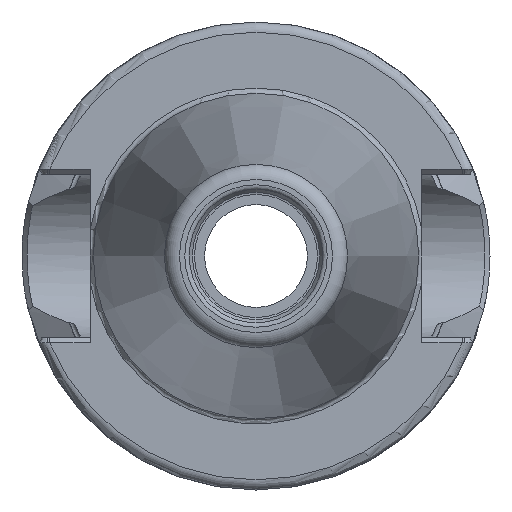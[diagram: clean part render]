
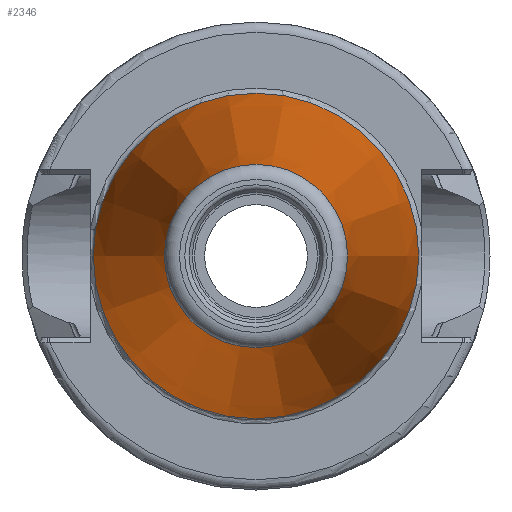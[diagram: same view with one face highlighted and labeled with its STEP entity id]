
A CAD part, left-side view. The second image highlights one B-rep face of the part: STEP entity #2346.
In plain terms, the highlighted conical face has half-angle 8.297 degrees and reference radius 12.502 mm.
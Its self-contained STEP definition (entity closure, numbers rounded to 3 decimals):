
#288=FACE_OUTER_BOUND('',#420,.T.);
#420=EDGE_LOOP('',(#1924,#1925,#1926,#1927,#1928,#1929,#1930));
#553=LINE('',#4511,#681);
#681=VECTOR('',#3072,12.502);
#835=CIRCLE('',#2572,9.004);
#836=CIRCLE('',#2573,9.004);
#837=CIRCLE('',#2574,9.004);
#839=CIRCLE('',#2577,15.999);
#840=CIRCLE('',#2578,15.999);
#1053=VERTEX_POINT('',#4499);
#1054=VERTEX_POINT('',#4500);
#1055=VERTEX_POINT('',#4502);
#1056=VERTEX_POINT('',#4507);
#1057=VERTEX_POINT('',#4508);
#1370=EDGE_CURVE('',#1053,#1054,#835,.T.);
#1371=EDGE_CURVE('',#1055,#1053,#836,.T.);
#1372=EDGE_CURVE('',#1054,#1055,#837,.T.);
#1374=EDGE_CURVE('',#1056,#1057,#839,.T.);
#1375=EDGE_CURVE('',#1057,#1056,#840,.T.);
#1376=EDGE_CURVE('',#1057,#1055,#553,.T.);
#1924=ORIENTED_EDGE('',*,*,#1374,.F.);
#1925=ORIENTED_EDGE('',*,*,#1375,.F.);
#1926=ORIENTED_EDGE('',*,*,#1376,.T.);
#1927=ORIENTED_EDGE('',*,*,#1371,.T.);
#1928=ORIENTED_EDGE('',*,*,#1370,.T.);
#1929=ORIENTED_EDGE('',*,*,#1372,.T.);
#1930=ORIENTED_EDGE('',*,*,#1376,.F.);
#2271=CONICAL_SURFACE('',#2576,12.502,0.145);
#2346=ADVANCED_FACE('',(#288),#2271,.T.);
#2572=AXIS2_PLACEMENT_3D('',#4501,#3058,#3059);
#2573=AXIS2_PLACEMENT_3D('',#4503,#3060,#3061);
#2574=AXIS2_PLACEMENT_3D('',#4504,#3062,#3063);
#2576=AXIS2_PLACEMENT_3D('',#4506,#3066,#3067);
#2577=AXIS2_PLACEMENT_3D('',#4509,#3068,#3069);
#2578=AXIS2_PLACEMENT_3D('',#4510,#3070,#3071);
#3058=DIRECTION('center_axis',(1.,0.,0.));
#3059=DIRECTION('ref_axis',(0.,0.,-1.));
#3060=DIRECTION('center_axis',(1.,0.,0.));
#3061=DIRECTION('ref_axis',(0.,0.,-1.));
#3062=DIRECTION('center_axis',(1.,0.,0.));
#3063=DIRECTION('ref_axis',(0.,0.,-1.));
#3066=DIRECTION('center_axis',(1.,0.,0.));
#3067=DIRECTION('ref_axis',(0.,1.,0.));
#3068=DIRECTION('center_axis',(1.,0.,0.));
#3069=DIRECTION('ref_axis',(0.,0.,-1.));
#3070=DIRECTION('center_axis',(1.,0.,0.));
#3071=DIRECTION('ref_axis',(0.,0.,-1.));
#3072=DIRECTION('',(-0.99,0.144,0.));
#4499=CARTESIAN_POINT('',(-47.116,9.004,0.));
#4500=CARTESIAN_POINT('',(-47.116,0.,9.004));
#4501=CARTESIAN_POINT('Origin',(-47.116,0.,
0.));
#4502=CARTESIAN_POINT('',(-47.116,-9.004,0.));
#4503=CARTESIAN_POINT('Origin',(-47.116,0.,
0.));
#4504=CARTESIAN_POINT('Origin',(-47.116,0.,
0.));
#4506=CARTESIAN_POINT('Origin',(-23.132,0.,0.));
#4507=CARTESIAN_POINT('',(0.852,15.999,0.));
#4508=CARTESIAN_POINT('',(0.852,-15.999,0.));
#4509=CARTESIAN_POINT('Origin',(0.852,0.,
0.));
#4510=CARTESIAN_POINT('Origin',(0.852,0.,
0.));
#4511=CARTESIAN_POINT('',(-23.132,-12.502,0.));
